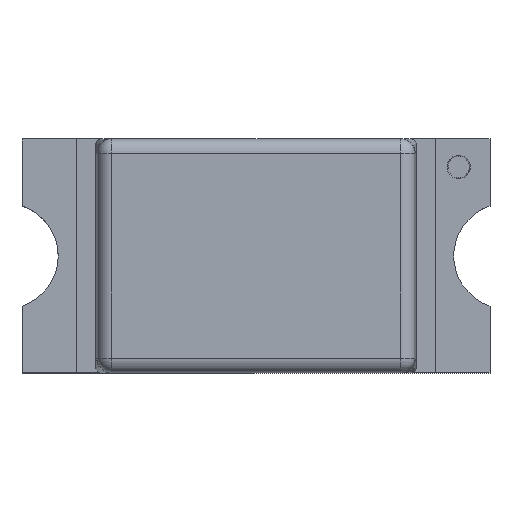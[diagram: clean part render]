
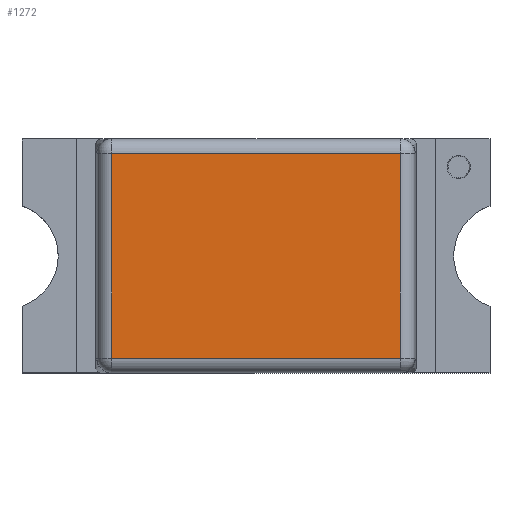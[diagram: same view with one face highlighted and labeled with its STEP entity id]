
A CAD part, top view. The second image highlights one B-rep face of the part: STEP entity #1272.
In plain terms, the highlighted planar face has unit normal (0, 0, 1).
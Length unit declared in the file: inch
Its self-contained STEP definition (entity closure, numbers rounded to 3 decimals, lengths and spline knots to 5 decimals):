
#323=DIRECTION('',(1.,0.,0.));
#324=VECTOR('',#323,0.0388);
#325=CARTESIAN_POINT('',(-0.0194,0.01378,
0.01024));
#326=LINE('',#325,#324);
#341=DIRECTION('',(0.,-1.,0.));
#342=VECTOR('',#341,0.02756);
#343=CARTESIAN_POINT('',(0.0194,0.01378,
0.01024));
#344=LINE('',#343,#342);
#359=DIRECTION('',(-1.,0.,0.));
#360=VECTOR('',#359,0.0388);
#361=CARTESIAN_POINT('',(0.0194,-0.01378,
0.01024));
#362=LINE('',#361,#360);
#378=DIRECTION('',(0.,1.,0.));
#379=VECTOR('',#378,0.02756);
#380=CARTESIAN_POINT('',(-0.0194,-0.01378,
0.01024));
#381=LINE('',#380,#379);
#664=CARTESIAN_POINT('',(-0.0194,-0.01378,
0.01024));
#665=CARTESIAN_POINT('',(-0.0194,0.01378,
0.01024));
#666=VERTEX_POINT('',#664);
#667=VERTEX_POINT('',#665);
#668=CARTESIAN_POINT('',(0.0194,0.01378,
0.01024));
#669=VERTEX_POINT('',#668);
#674=CARTESIAN_POINT('',(0.0194,-0.01378,
0.01024));
#675=VERTEX_POINT('',#674);
#1261=CARTESIAN_POINT('',(0.,0.,0.01024));
#1262=DIRECTION('',(0.,0.,1.));
#1263=DIRECTION('',(1.,0.,0.));
#1264=AXIS2_PLACEMENT_3D('',#1261,#1262,#1263);
#1265=PLANE('',#1264);
#1266=ORIENTED_EDGE('',*,*,#1205,.T.);
#1267=ORIENTED_EDGE('',*,*,#1253,.T.);
#1268=ORIENTED_EDGE('',*,*,#1153,.T.);
#1269=ORIENTED_EDGE('',*,*,#1179,.T.);
#1270=EDGE_LOOP('',(#1266,#1267,#1268,#1269));
#1271=FACE_OUTER_BOUND('',#1270,.F.);
#1272=ADVANCED_FACE('',(#1271),#1265,.T.);
#1153=EDGE_CURVE('',#667,#669,#326,.T.);
#1179=EDGE_CURVE('',#669,#675,#344,.T.);
#1205=EDGE_CURVE('',#675,#666,#362,.T.);
#1253=EDGE_CURVE('',#666,#667,#381,.T.);
